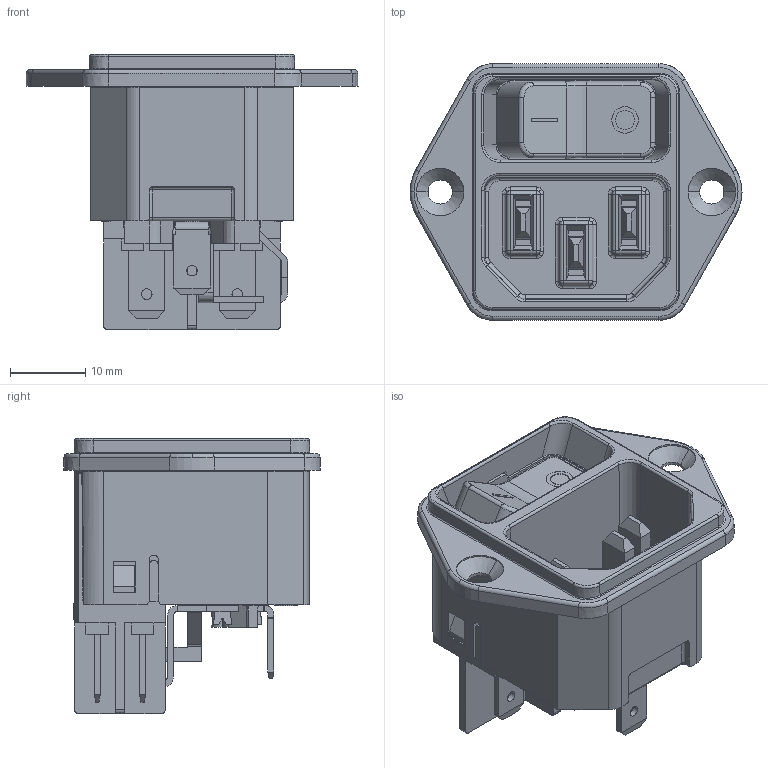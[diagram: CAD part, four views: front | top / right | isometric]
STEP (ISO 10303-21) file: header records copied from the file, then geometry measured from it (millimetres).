
FILE_DESCRIPTION (( 'STEP AP214' ), '1' );
FILE_NAME ('0100.2390.STEP', '2004-04-02T13:44:42', ( '' ), ( '' ), 'SwSTEP 2.0', 'SolidWorks 2003314', '' );
FILE_SCHEMA (( 'AUTOMOTIVE_DESIGN' ));
Length unit declared in the file: millimetre
Products named in the file (1): 0100.2390
Bounding box: 44 x 34 x 36.45 mm (x, y, z)
Volume: 9375.2 mm3; surface area: 13733.1 mm2
Topology: 1 solids, 1 shells, 971 faces, 2560 edges, 1625 vertices
Faces by surface type: plane 607, cylinder 186, bspline 96, torus 37, cone 31, sphere 14
Entity records: 37374 total; most frequent: CARTESIAN_POINT 13845, ORIENTED_EDGE 5116, DIRECTION 4501, EDGE_CURVE 2558, VECTOR 1895, LINE 1895, VERTEX_POINT 1625, AXIS2_PLACEMENT_3D 1303
